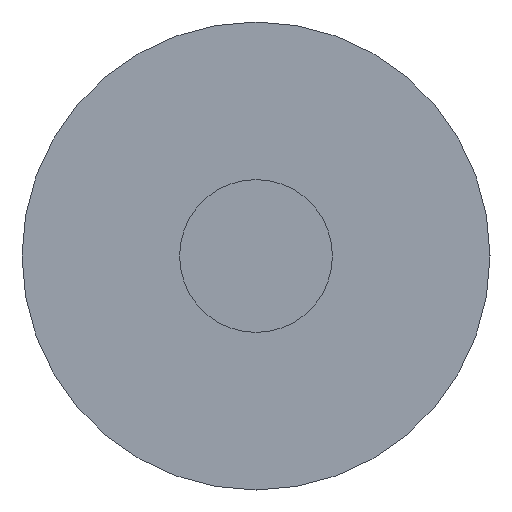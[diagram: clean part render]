
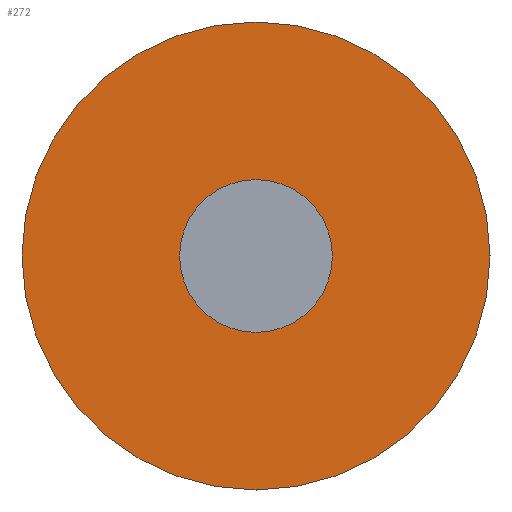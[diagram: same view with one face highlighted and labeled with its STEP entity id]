
A CAD part, front view. The second image highlights one B-rep face of the part: STEP entity #272.
In plain terms, the highlighted planar face has unit normal (0, -1, 0).
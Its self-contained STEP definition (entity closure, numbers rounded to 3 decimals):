
#8 = AXIS2_PLACEMENT_3D ( 'NONE', #80, #316, #108 ) ;
#9 = DIRECTION ( 'NONE',  ( 0., 1., 0. ) ) ;
#21 = ORIENTED_EDGE ( 'NONE', *, *, #149, .T. ) ;
#31 = CARTESIAN_POINT ( 'NONE',  ( 0., -10., -7.5 ) ) ;
#47 = EDGE_LOOP ( 'NONE', ( #200, #21 ) ) ;
#68 = EDGE_CURVE ( 'NONE', #199, #330, #246, .T. ) ;
#73 = DIRECTION ( 'NONE',  ( 0., 0., 1. ) ) ;
#75 = DIRECTION ( 'NONE',  ( 0., 0., 1. ) ) ;
#76 = ORIENTED_EDGE ( 'NONE', *, *, #229, .F. ) ;
#80 = CARTESIAN_POINT ( 'NONE',  ( 0., -10., 7.5 ) ) ;
#91 = EDGE_CURVE ( 'NONE', #270, #283, #294, .T. ) ;
#108 = DIRECTION ( 'NONE',  ( 0., 0., -1. ) ) ;
#116 = PLANE ( 'NONE',  #8 ) ;
#134 = CARTESIAN_POINT ( 'NONE',  ( 0., -10., 2.45 ) ) ;
#137 = AXIS2_PLACEMENT_3D ( 'NONE', #266, #184, #264 ) ;
#149 = EDGE_CURVE ( 'NONE', #330, #199, #313, .T. ) ;
#157 = ORIENTED_EDGE ( 'NONE', *, *, #91, .F. ) ;
#159 = CARTESIAN_POINT ( 'NONE',  ( 0., -10., 0. ) ) ;
#169 = EDGE_LOOP ( 'NONE', ( #76, #157 ) ) ;
#182 = DIRECTION ( 'NONE',  ( 0., 1., 0. ) ) ;
#183 = AXIS2_PLACEMENT_3D ( 'NONE', #159, #9, #315 ) ;
#184 = DIRECTION ( 'NONE',  ( 0., 1., 0. ) ) ;
#185 = FACE_OUTER_BOUND ( 'NONE', #169, .T. ) ;
#186 = CARTESIAN_POINT ( 'NONE',  ( 0., -10., 7.5 ) ) ;
#193 = AXIS2_PLACEMENT_3D ( 'NONE', #206, #201, #73 ) ;
#199 = VERTEX_POINT ( 'NONE', #134 ) ;
#200 = ORIENTED_EDGE ( 'NONE', *, *, #68, .T. ) ;
#201 = DIRECTION ( 'NONE',  ( 0., 1., 0. ) ) ;
#206 = CARTESIAN_POINT ( 'NONE',  ( 0., -10., 0. ) ) ;
#211 = FACE_BOUND ( 'NONE', #47, .T. ) ;
#214 = CIRCLE ( 'NONE', #183, 7.5 ) ;
#229 = EDGE_CURVE ( 'NONE', #283, #270, #214, .T. ) ;
#246 = CIRCLE ( 'NONE', #193, 2.45 ) ;
#264 = DIRECTION ( 'NONE',  ( 0., 0., 1. ) ) ;
#266 = CARTESIAN_POINT ( 'NONE',  ( 0., -10., 0. ) ) ;
#270 = VERTEX_POINT ( 'NONE', #31 ) ;
#272 = ADVANCED_FACE ( 'NONE', ( #211, #185 ), #116, .T. ) ;
#275 = CARTESIAN_POINT ( 'NONE',  ( 0., -10., -2.45 ) ) ;
#283 = VERTEX_POINT ( 'NONE', #186 ) ;
#289 = AXIS2_PLACEMENT_3D ( 'NONE', #308, #182, #75 ) ;
#294 = CIRCLE ( 'NONE', #289, 7.5 ) ;
#308 = CARTESIAN_POINT ( 'NONE',  ( 0., -10., 0. ) ) ;
#313 = CIRCLE ( 'NONE', #137, 2.45 ) ;
#315 = DIRECTION ( 'NONE',  ( 0., 0., 1. ) ) ;
#316 = DIRECTION ( 'NONE',  ( 0., -1., 0. ) ) ;
#330 = VERTEX_POINT ( 'NONE', #275 ) ;
